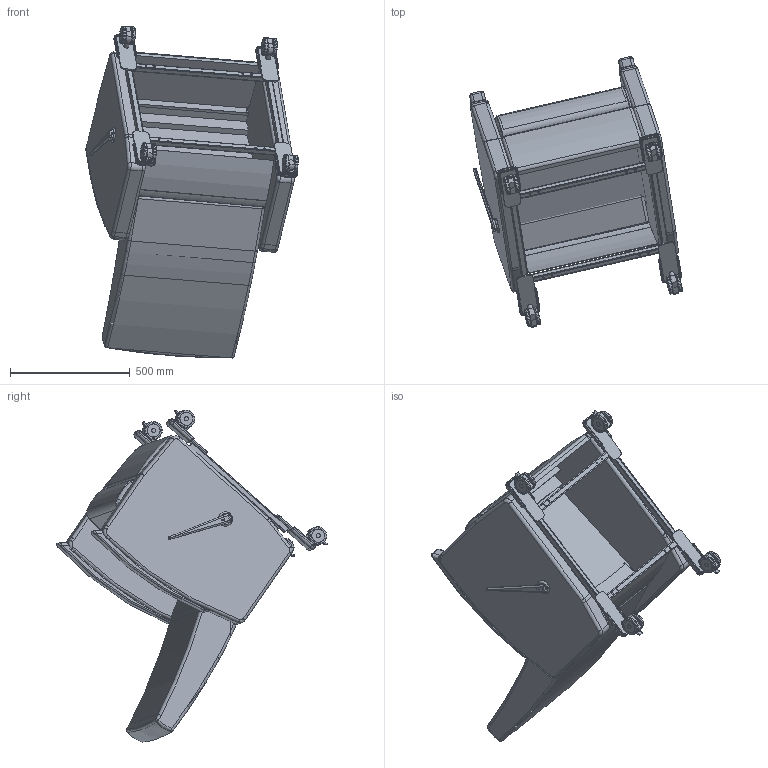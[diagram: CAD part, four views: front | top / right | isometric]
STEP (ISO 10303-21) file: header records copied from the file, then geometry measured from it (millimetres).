
FILE_DESCRIPTION(/* description */ (''),/* implementation_level */ '2;1');
FILE_NAME(/* name */ 'E1307W.stp',/* time_stamp */ '2017-09-27T16:07:17-04:00',/* author */ ('emehringer'),/* organization */ (''),/* preprocessor_version */ 'ST-DEVELOPER v16.5',/* originating_system */ 'Autodesk Inventor 2017',/* authorisation */ '');
FILE_SCHEMA (('AUTOMOTIVE_DESIGN { 1 0 10303 214 3 1 1 }'));
Length unit declared in the file: inch
Products named in the file (15): E1307U-W (SYMBOL); HANDLE 3/4 BLK; UBACK E1034; USEAT 1304; MAC R1010; OD1305 UKO; CAST COL 3"LC; CAST COL LOCK; CAST COL 3IN CENTER; CAST COL 3IN WHEEL; CAST COL 3IN INNER WHEEL; PLATFORM 1309-1 (generic); E1304 UARM; CASTER BOOT BLK; H1010 UBACK COVER
Assembly tree (24 placements, depth 3):
  E1307U-W (SYMBOL)
    HANDLE 3/4 BLK
    UBACK E1034
    USEAT 1304
    MAC R1010  x2
    OD1305 UKO
    CAST COL 3"LC  x4
      CAST COL 3IN WHEEL
      CAST COL LOCK
      CAST COL 3IN CENTER
      CAST COL 3IN INNER WHEEL
    PLATFORM 1309-1 (generic)
    E1304 UARM  x2
    CASTER BOOT BLK  x4
    H1010 UBACK COVER
Bounding box: 888.02 x 1131.13 x 1387.12 mm (x, y, z)
Volume: 150753095.9 mm3; surface area: 5678248.1 mm2
Topology: 38 solids, 38 shells, 1077 faces, 2525 edges, 1518 vertices
Faces by surface type: cylinder 411, plane 335, torus 183, bspline 91, sphere 56, cone 1
Full cylindrical faces by diameter (mm): 5.334 x1, 7.937 x4, 7.938 x4, 9.525 x8, 9.541 x1, 11.112 x8, 17.462 x4, 17.475 x4, 17.526 x8, 20.747 x4, 42.037 x1, 55.88 x8, 55.956 x8, 60.325 x1, 75.006 x8
Entity records: 19931 total; most frequent: CARTESIAN_POINT 5810, DIRECTION 2915, ORIENTED_EDGE 2758, EDGE_CURVE 1379, AXIS2_PLACEMENT_3D 1116, VERTEX_POINT 848, LINE 683, VECTOR 683
